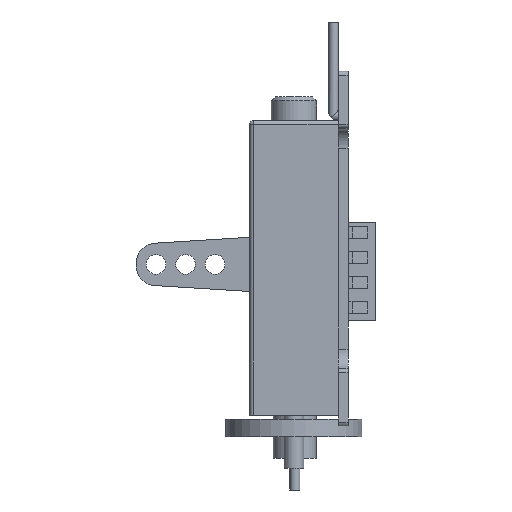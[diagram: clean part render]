
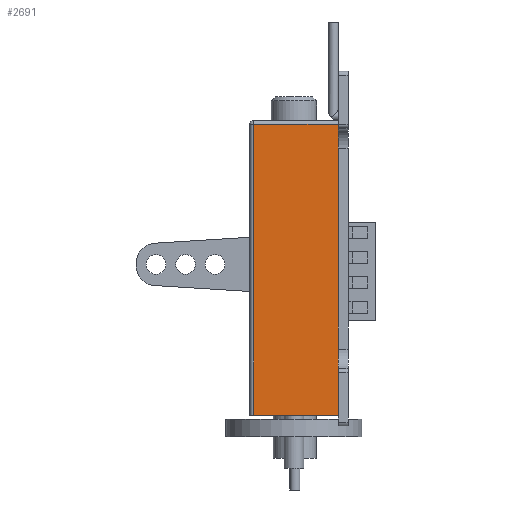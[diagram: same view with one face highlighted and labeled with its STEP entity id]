
A CAD part, left-side view. The second image highlights one B-rep face of the part: STEP entity #2691.
In plain terms, the highlighted planar face has unit normal (-1, 0, 0).
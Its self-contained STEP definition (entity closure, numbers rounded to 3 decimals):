
#119=PLANE('',#2955);
#265=FACE_OUTER_BOUND('',#444,.T.);
#444=EDGE_LOOP('',(#2096,#2097,#2098,#2099));
#647=LINE('',#4206,#908);
#648=LINE('',#4211,#909);
#656=LINE('',#4237,#917);
#657=LINE('',#4238,#918);
#908=VECTOR('',#3400,10.);
#909=VECTOR('',#3405,10.);
#917=VECTOR('',#3433,10.);
#918=VECTOR('',#3434,10.);
#1275=VERTEX_POINT('',#4198);
#1277=VERTEX_POINT('',#4203);
#1278=VERTEX_POINT('',#4208);
#1287=VERTEX_POINT('',#4236);
#1571=EDGE_CURVE('',#1277,#1275,#647,.T.);
#1573=EDGE_CURVE('',#1275,#1278,#648,.T.);
#1586=EDGE_CURVE('',#1287,#1278,#656,.T.);
#1587=EDGE_CURVE('',#1287,#1277,#657,.T.);
#2096=ORIENTED_EDGE('',*,*,#1573,.T.);
#2097=ORIENTED_EDGE('',*,*,#1586,.F.);
#2098=ORIENTED_EDGE('',*,*,#1587,.T.);
#2099=ORIENTED_EDGE('',*,*,#1571,.T.);
#2691=ADVANCED_FACE('',(#265),#119,.F.);
#2955=AXIS2_PLACEMENT_3D('',#4235,#3431,#3432);
#3400=DIRECTION('',(0.,1.,0.));
#3405=DIRECTION('',(0.,0.,-1.));
#3431=DIRECTION('center_axis',(1.,0.,0.));
#3432=DIRECTION('ref_axis',(0.,0.,-1.));
#3433=DIRECTION('',(0.,1.,0.));
#3434=DIRECTION('',(0.,0.,1.));
#4198=CARTESIAN_POINT('',(-4.9,4.8,6.3));
#4203=CARTESIAN_POINT('',(-4.9,0.5,6.3));
#4206=CARTESIAN_POINT('',(-4.9,0.5,6.3));
#4208=CARTESIAN_POINT('',(-4.9,4.8,-8.45));
#4211=CARTESIAN_POINT('',(-4.9,4.8,2.763));
#4235=CARTESIAN_POINT('Origin',(-4.9,0.5,6.5));
#4236=CARTESIAN_POINT('',(-4.9,0.5,-8.45));
#4237=CARTESIAN_POINT('',(-4.9,0.5,-8.45));
#4238=CARTESIAN_POINT('',(-4.9,0.5,-8.5));
